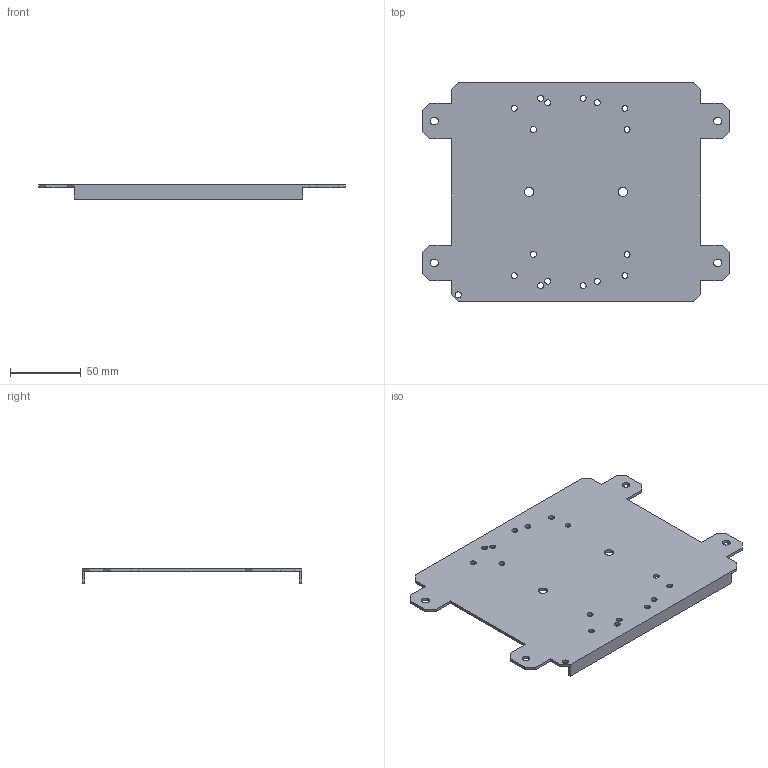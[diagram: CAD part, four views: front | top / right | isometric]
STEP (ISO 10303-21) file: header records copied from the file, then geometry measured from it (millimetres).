
FILE_DESCRIPTION((''),'2;1');
FILE_NAME('ASM0001_ASM','2023-01-26T08:05:06',('klemen.sitar'),('Audax d.o.o.'),'CREO PARAMETRIC BY PTC INC, 2021304','CREO PARAMETRIC BY PTC INC, 2021304','');
FILE_SCHEMA(('AP242_MANAGED_MODEL_BASED_3D_ENGINEERING_MIM_LF { 1 0 10303 442 1 1 4 }'));
Length unit declared in the file: millimetre
Products named in the file (2): OPEN_CASCADE_STEP_TRANSLATOR-45; ASM0001_ASM
Assembly tree (1 placements, depth 2):
  ASM0001_ASM
    OPEN_CASCADE_STEP_TRANSLATOR-45
Bounding box: 216 x 155 x 10 mm (x, y, z)
Volume: 62538.2 mm3; surface area: 64844.4 mm2
Topology: 1 solids, 1 shells, 88 faces, 257 edges, 171 vertices
Faces by surface type: cylinder 46, plane 42
Entity records: 4762 total; most frequent: DIRECTION 533, CARTESIAN_POINT 524, ORIENTED_EDGE 514, PRESENTATION_STYLE_ASSIGNMENT 347, STYLED_ITEM 347, CURVE_STYLE 258, EDGE_CURVE 257, AXIS2_PLACEMENT_3D 184
